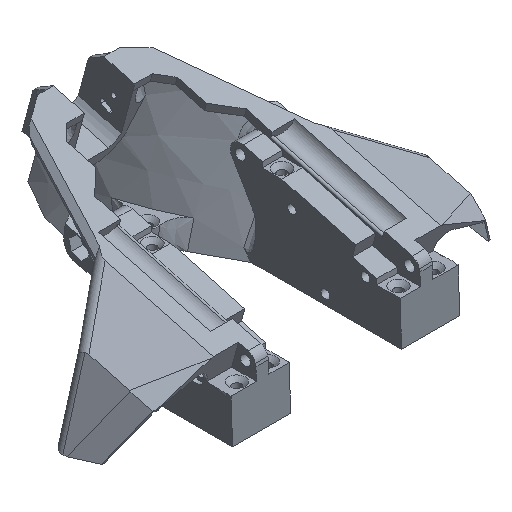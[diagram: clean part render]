
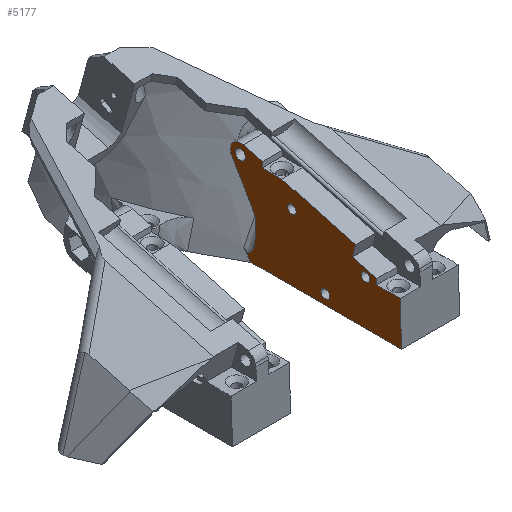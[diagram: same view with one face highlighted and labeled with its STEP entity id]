
A CAD part, isometric view. The second image highlights one B-rep face of the part: STEP entity #5177.
In plain terms, the highlighted planar face has unit normal (-1, 0, 0).
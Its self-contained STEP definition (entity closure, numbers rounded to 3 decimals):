
#119=B_SPLINE_CURVE_WITH_KNOTS('',3,(#8452,#8453,#8454,#8455),
 .UNSPECIFIED.,.F.,.F.,(4,4),(-0.558,-0.08),
 .UNSPECIFIED.);
#146=B_SPLINE_CURVE_WITH_KNOTS('',3,(#9329,#9330,#9331,#9332,#9333,#9334,
#9335,#9336,#9337,#9338,#9339,#9340,#9341,#9342,#9343,#9344),
 .UNSPECIFIED.,.F.,.F.,(4,2,2,2,2,2,2,4),(0.,0.491,0.738,
0.888,0.986,1.072,1.168,1.308),
 .UNSPECIFIED.);
#263=FACE_BOUND('',#859,.T.);
#264=FACE_BOUND('',#860,.T.);
#265=FACE_BOUND('',#861,.T.);
#266=FACE_BOUND('',#862,.T.);
#366=PLANE('',#5536);
#563=FACE_OUTER_BOUND('',#858,.T.);
#858=EDGE_LOOP('',(#4013,#4014,#4015,#4016,#4017,#4018,#4019,#4020,#4021,
#4022,#4023,#4024,#4025,#4026,#4027));
#859=EDGE_LOOP('',(#4028));
#860=EDGE_LOOP('',(#4029));
#861=EDGE_LOOP('',(#4030));
#862=EDGE_LOOP('',(#4031));
#1177=LINE('',#8719,#1616);
#1191=LINE('',#8761,#1630);
#1296=LINE('',#9254,#1735);
#1298=LINE('',#9258,#1737);
#1300=LINE('',#9262,#1739);
#1310=LINE('',#9316,#1749);
#1311=LINE('',#9317,#1750);
#1312=LINE('',#9318,#1751);
#1313=LINE('',#9320,#1752);
#1314=LINE('',#9322,#1753);
#1315=LINE('',#9326,#1754);
#1316=LINE('',#9328,#1755);
#1616=VECTOR('',#6059,10.);
#1630=VECTOR('',#6099,10.);
#1735=VECTOR('',#6350,10.);
#1737=VECTOR('',#6354,10.);
#1739=VECTOR('',#6358,10.);
#1749=VECTOR('',#6384,10.);
#1750=VECTOR('',#6385,10.);
#1751=VECTOR('',#6386,10.);
#1752=VECTOR('',#6387,10.);
#1753=VECTOR('',#6388,10.);
#1754=VECTOR('',#6391,10.);
#1755=VECTOR('',#6392,10.);
#2010=CIRCLE('',#5531,2.);
#2012=CIRCLE('',#5537,4.);
#2013=CIRCLE('',#5538,1.7);
#2014=CIRCLE('',#5539,1.7);
#2015=CIRCLE('',#5540,1.7);
#2250=VERTEX_POINT('',#8446);
#2251=VERTEX_POINT('',#8451);
#2284=VERTEX_POINT('',#8717);
#2285=VERTEX_POINT('',#8718);
#2299=VERTEX_POINT('',#8758);
#2300=VERTEX_POINT('',#8760);
#2405=VERTEX_POINT('',#9252);
#2406=VERTEX_POINT('',#9256);
#2407=VERTEX_POINT('',#9260);
#2408=VERTEX_POINT('',#9265);
#2414=VERTEX_POINT('',#9315);
#2415=VERTEX_POINT('',#9319);
#2416=VERTEX_POINT('',#9321);
#2417=VERTEX_POINT('',#9323);
#2418=VERTEX_POINT('',#9325);
#2419=VERTEX_POINT('',#9327);
#2420=VERTEX_POINT('',#9345);
#2421=VERTEX_POINT('',#9347);
#2422=VERTEX_POINT('',#9349);
#2794=EDGE_CURVE('',#2251,#2250,#119,.T.);
#2844=EDGE_CURVE('',#2284,#2285,#1177,.T.);
#2865=EDGE_CURVE('',#2299,#2300,#1191,.T.);
#3014=EDGE_CURVE('',#2299,#2405,#1296,.T.);
#3016=EDGE_CURVE('',#2405,#2406,#1298,.T.);
#3018=EDGE_CURVE('',#2406,#2407,#1300,.T.);
#3020=EDGE_CURVE('',#2408,#2408,#2010,.T.);
#3032=EDGE_CURVE('',#2414,#2250,#1310,.T.);
#3033=EDGE_CURVE('',#2300,#2414,#1311,.T.);
#3034=EDGE_CURVE('',#2285,#2407,#1312,.T.);
#3035=EDGE_CURVE('',#2415,#2284,#1313,.T.);
#3036=EDGE_CURVE('',#2416,#2415,#1314,.T.);
#3037=EDGE_CURVE('',#2416,#2417,#2012,.T.);
#3038=EDGE_CURVE('',#2418,#2417,#1315,.T.);
#3039=EDGE_CURVE('',#2418,#2419,#1316,.T.);
#3040=EDGE_CURVE('',#2419,#2251,#146,.T.);
#3041=EDGE_CURVE('',#2420,#2420,#2013,.F.);
#3042=EDGE_CURVE('',#2421,#2421,#2014,.F.);
#3043=EDGE_CURVE('',#2422,#2422,#2015,.F.);
#4013=ORIENTED_EDGE('',*,*,#3032,.F.);
#4014=ORIENTED_EDGE('',*,*,#3033,.F.);
#4015=ORIENTED_EDGE('',*,*,#2865,.F.);
#4016=ORIENTED_EDGE('',*,*,#3014,.T.);
#4017=ORIENTED_EDGE('',*,*,#3016,.T.);
#4018=ORIENTED_EDGE('',*,*,#3018,.T.);
#4019=ORIENTED_EDGE('',*,*,#3034,.F.);
#4020=ORIENTED_EDGE('',*,*,#2844,.F.);
#4021=ORIENTED_EDGE('',*,*,#3035,.F.);
#4022=ORIENTED_EDGE('',*,*,#3036,.F.);
#4023=ORIENTED_EDGE('',*,*,#3037,.T.);
#4024=ORIENTED_EDGE('',*,*,#3038,.F.);
#4025=ORIENTED_EDGE('',*,*,#3039,.T.);
#4026=ORIENTED_EDGE('',*,*,#3040,.T.);
#4027=ORIENTED_EDGE('',*,*,#2794,.T.);
#4028=ORIENTED_EDGE('',*,*,#3041,.F.);
#4029=ORIENTED_EDGE('',*,*,#3042,.F.);
#4030=ORIENTED_EDGE('',*,*,#3043,.F.);
#4031=ORIENTED_EDGE('',*,*,#3020,.T.);
#5177=ADVANCED_FACE('',(#563,#263,#264,#265,#266),#366,.F.);
#5531=AXIS2_PLACEMENT_3D('',#9267,#6364,#6365);
#5536=AXIS2_PLACEMENT_3D('',#9314,#6382,#6383);
#5537=AXIS2_PLACEMENT_3D('',#9324,#6389,#6390);
#5538=AXIS2_PLACEMENT_3D('',#9346,#6393,#6394);
#5539=AXIS2_PLACEMENT_3D('',#9348,#6395,#6396);
#5540=AXIS2_PLACEMENT_3D('',#9350,#6397,#6398);
#6059=DIRECTION('',(0.,-1.,0.));
#6099=DIRECTION('',(0.,-1.,0.));
#6350=DIRECTION('',(0.,0.,1.));
#6354=DIRECTION('',(0.,0.966,0.259));
#6358=DIRECTION('',(0.,-0.259,0.966));
#6364=DIRECTION('center_axis',(1.,0.,0.));
#6365=DIRECTION('ref_axis',(0.,1.,0.));
#6382=DIRECTION('center_axis',(1.,0.,0.));
#6383=DIRECTION('ref_axis',(0.,0.,-1.));
#6384=DIRECTION('',(0.,1.,0.));
#6385=DIRECTION('',(0.,-0.034,-0.999));
#6386=DIRECTION('',(0.,-0.966,-0.259));
#6387=DIRECTION('',(0.,0.,-1.));
#6388=DIRECTION('',(0.,-0.966,-0.259));
#6389=DIRECTION('center_axis',(-1.,0.,0.));
#6390=DIRECTION('ref_axis',(0.,-0.978,-0.21));
#6391=DIRECTION('',(0.,0.5,0.866));
#6392=DIRECTION('',(0.,0.,-1.));
#6393=DIRECTION('center_axis',(1.,0.,0.));
#6394=DIRECTION('ref_axis',(0.,1.,0.));
#6395=DIRECTION('center_axis',(1.,0.,0.));
#6396=DIRECTION('ref_axis',(0.,1.,0.));
#6397=DIRECTION('center_axis',(1.,0.,0.));
#6398=DIRECTION('ref_axis',(0.,1.,0.));
#8446=CARTESIAN_POINT('',(21.906,49.282,13.624));
#8451=CARTESIAN_POINT('',(21.906,52.085,17.299));
#8452=CARTESIAN_POINT('Ctrl Pts',(21.906,52.085,17.299));
#8453=CARTESIAN_POINT('Ctrl Pts',(21.906,51.171,16.108));
#8454=CARTESIAN_POINT('Ctrl Pts',(21.906,50.237,14.883));
#8455=CARTESIAN_POINT('Ctrl Pts',(21.906,49.282,13.624));
#8717=CARTESIAN_POINT('',(21.906,44.875,48.235));
#8718=CARTESIAN_POINT('',(21.906,37.058,48.235));
#8719=CARTESIAN_POINT('',(21.906,19.71,48.235));
#8758=CARTESIAN_POINT('',(21.906,-0.555,30.809));
#8760=CARTESIAN_POINT('',(21.906,-9.745,30.809));
#8761=CARTESIAN_POINT('',(21.906,-0.555,30.809));
#9252=CARTESIAN_POINT('',(21.906,-0.555,32.98));
#9254=CARTESIAN_POINT('',(21.906,-0.555,30.809));
#9256=CARTESIAN_POINT('',(21.906,9.104,35.568));
#9258=CARTESIAN_POINT('',(21.906,-4.419,31.945));
#9260=CARTESIAN_POINT('',(21.906,7.81,40.398));
#9262=CARTESIAN_POINT('',(21.906,9.104,35.568));
#9265=CARTESIAN_POINT('',(21.906,51.468,48.491));
#9267=CARTESIAN_POINT('Origin',(21.906,53.468,48.491));
#9314=CARTESIAN_POINT('Origin',(21.906,-5.454,21.904));
#9315=CARTESIAN_POINT('',(21.906,-10.331,13.624));
#9316=CARTESIAN_POINT('',(21.906,22.272,13.624));
#9317=CARTESIAN_POINT('',(21.906,-9.576,35.739));
#9318=CARTESIAN_POINT('',(21.906,59.97,54.374));
#9319=CARTESIAN_POINT('',(21.906,44.875,50.329));
#9320=CARTESIAN_POINT('',(21.906,44.875,36.117));
#9321=CARTESIAN_POINT('',(21.906,52.433,52.354));
#9322=CARTESIAN_POINT('',(21.906,59.97,54.374));
#9323=CARTESIAN_POINT('',(21.906,56.932,46.491));
#9324=CARTESIAN_POINT('Origin',(21.906,53.468,48.491));
#9325=CARTESIAN_POINT('',(21.906,47.598,30.325));
#9326=CARTESIAN_POINT('',(21.906,37.596,13.));
#9327=CARTESIAN_POINT('',(21.906,47.598,23.21));
#9328=CARTESIAN_POINT('',(21.906,47.598,30.325));
#9329=CARTESIAN_POINT('Ctrl Pts',(21.906,47.598,23.21));
#9330=CARTESIAN_POINT('Ctrl Pts',(21.906,47.598,21.573));
#9331=CARTESIAN_POINT('Ctrl Pts',(21.906,47.862,19.986));
#9332=CARTESIAN_POINT('Ctrl Pts',(21.906,48.575,18.124));
#9333=CARTESIAN_POINT('Ctrl Pts',(21.906,48.86,17.606));
#9334=CARTESIAN_POINT('Ctrl Pts',(21.906,49.372,16.977));
#9335=CARTESIAN_POINT('Ctrl Pts',(21.906,49.602,16.756));
#9336=CARTESIAN_POINT('Ctrl Pts',(21.906,50.041,16.504));
#9337=CARTESIAN_POINT('Ctrl Pts',(21.906,50.229,16.434));
#9338=CARTESIAN_POINT('Ctrl Pts',(21.906,50.601,16.385));
#9339=CARTESIAN_POINT('Ctrl Pts',(21.906,50.774,16.398));
#9340=CARTESIAN_POINT('Ctrl Pts',(21.906,51.134,16.493));
#9341=CARTESIAN_POINT('Ctrl Pts',(21.906,51.31,16.582));
#9342=CARTESIAN_POINT('Ctrl Pts',(21.906,51.706,16.858));
#9343=CARTESIAN_POINT('Ctrl Pts',(21.906,51.911,17.072));
#9344=CARTESIAN_POINT('Ctrl Pts',(21.906,52.085,17.299));
#9345=CARTESIAN_POINT('',(21.906,18.166,17.489));
#9346=CARTESIAN_POINT('Origin',(21.906,19.866,17.489));
#9347=CARTESIAN_POINT('',(21.906,2.273,31.275));
#9348=CARTESIAN_POINT('Origin',(21.906,3.973,31.275));
#9349=CARTESIAN_POINT('',(21.906,31.421,39.844));
#9350=CARTESIAN_POINT('Origin',(21.906,33.121,39.844));
